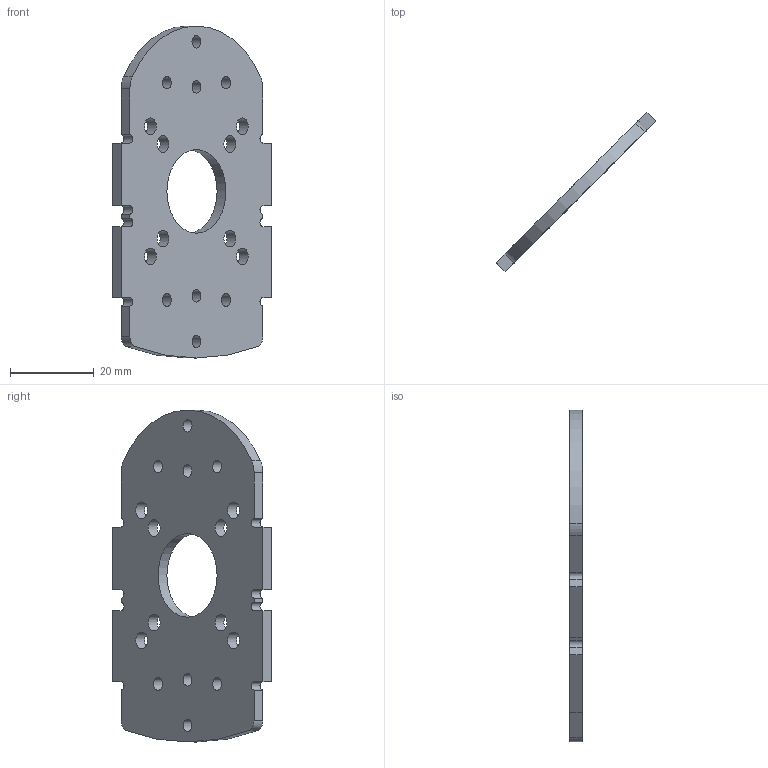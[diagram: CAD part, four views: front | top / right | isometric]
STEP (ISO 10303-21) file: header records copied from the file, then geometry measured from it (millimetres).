
FILE_DESCRIPTION(/* description */ (''),/* implementation_level */ '2;1');
FILE_NAME(/* name */ 'motor mount 3mm.step',/* time_stamp */ '2018-04-19T18:06:07-04:00',/* author */ (''),/* organization */ (''),/* preprocessor_version */ 'ST-DEVELOPER v16.13',/* originating_system */ 'Autodesk Translation Framework v6.5.0.72',/* authorisation */ '');
FILE_SCHEMA (('AUTOMOTIVE_DESIGN { 1 0 10303 214 3 1 1 }'));
Length unit declared in the file: millimetre
Products named in the file (1): motor mount
Bounding box: 38.18 x 38.18 x 79.44 mm (x, y, z)
Volume: 9173.1 mm3; surface area: 7605.7 mm2
Topology: 1 solids, 1 shells, 51 faces, 154 edges, 105 vertices
Faces by surface type: cylinder 31, plane 20
Full cylindrical faces by diameter (mm): 3 x8, 4 x8, 20 x1
Entity records: 1881 total; most frequent: DIRECTION 327, CARTESIAN_POINT 311, ORIENTED_EDGE 308, EDGE_CURVE 154, AXIS2_PLACEMENT_3D 121, VERTEX_POINT 105, EDGE_LOOP 85, LINE 85
